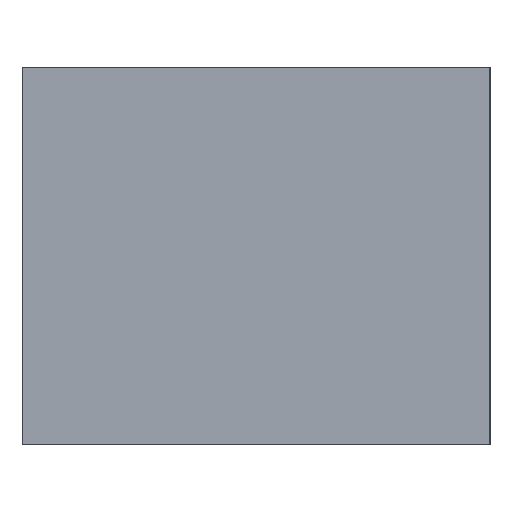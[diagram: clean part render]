
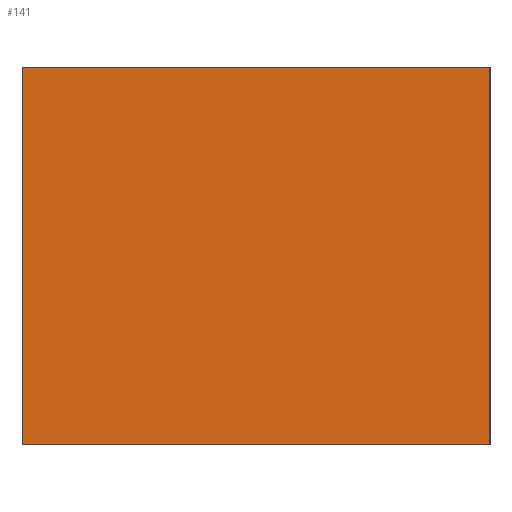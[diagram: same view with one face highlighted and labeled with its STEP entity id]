
A CAD part, left-side view. The second image highlights one B-rep face of the part: STEP entity #141.
In plain terms, the highlighted planar face has unit normal (-1, 0, 0).
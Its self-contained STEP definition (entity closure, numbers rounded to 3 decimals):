
#32 = LINE ( 'NONE', #755, #197 ) ;
#35 = VECTOR ( 'NONE', #748, 1000. ) ;
#36 = ORIENTED_EDGE ( 'NONE', *, *, #658, .T. ) ;
#48 = VERTEX_POINT ( 'NONE', #762 ) ;
#58 = VERTEX_POINT ( 'NONE', #414 ) ;
#67 = EDGE_CURVE ( 'NONE', #118, #48, #583, .T. ) ;
#92 = CARTESIAN_POINT ( 'NONE',  ( -78.437, 10., -22.147 ) ) ;
#111 = LINE ( 'NONE', #352, #732 ) ;
#118 = VERTEX_POINT ( 'NONE', #314 ) ;
#141 = ADVANCED_FACE ( 'NONE', ( #545 ), #259, .F. ) ;
#197 = VECTOR ( 'NONE', #521, 1000. ) ;
#259 = PLANE ( 'NONE',  #532 ) ;
#279 = VERTEX_POINT ( 'NONE', #339 ) ;
#312 = ORIENTED_EDGE ( 'NONE', *, *, #67, .F. ) ;
#314 = CARTESIAN_POINT ( 'NONE',  ( -78.437, 310., 227.853 ) ) ;
#339 = CARTESIAN_POINT ( 'NONE',  ( -78.437, 310., -22.147 ) ) ;
#352 = CARTESIAN_POINT ( 'NONE',  ( -78.437, 310., -22.147 ) ) ;
#367 = ORIENTED_EDGE ( 'NONE', *, *, #462, .T. ) ;
#410 = VECTOR ( 'NONE', #594, 1000. ) ;
#414 = CARTESIAN_POINT ( 'NONE',  ( -78.437, 0., -22.147 ) ) ;
#428 = CARTESIAN_POINT ( 'NONE',  ( -78.437, 10., -22.147 ) ) ;
#462 = EDGE_CURVE ( 'NONE', #58, #48, #32, .T. ) ;
#482 = DIRECTION ( 'NONE',  ( 0., 0., -1. ) ) ;
#520 = ORIENTED_EDGE ( 'NONE', *, *, #710, .F. ) ;
#521 = DIRECTION ( 'NONE',  ( 0., 0., 1. ) ) ;
#532 = AXIS2_PLACEMENT_3D ( 'NONE', #428, #667, #482 ) ;
#545 = FACE_OUTER_BOUND ( 'NONE', #772, .T. ) ;
#583 = LINE ( 'NONE', #604, #410 ) ;
#594 = DIRECTION ( 'NONE',  ( 0., -1., 0. ) ) ;
#604 = CARTESIAN_POINT ( 'NONE',  ( -78.437, 10., 227.853 ) ) ;
#635 = LINE ( 'NONE', #92, #35 ) ;
#650 = DIRECTION ( 'NONE',  ( 0., 0., 1. ) ) ;
#658 = EDGE_CURVE ( 'NONE', #279, #58, #635, .T. ) ;
#667 = DIRECTION ( 'NONE',  ( 1., 0., 0. ) ) ;
#710 = EDGE_CURVE ( 'NONE', #279, #118, #111, .T. ) ;
#732 = VECTOR ( 'NONE', #650, 1000. ) ;
#748 = DIRECTION ( 'NONE',  ( 0., -1., 0. ) ) ;
#755 = CARTESIAN_POINT ( 'NONE',  ( -78.437, 0., -22.147 ) ) ;
#762 = CARTESIAN_POINT ( 'NONE',  ( -78.437, 0., 227.853 ) ) ;
#772 = EDGE_LOOP ( 'NONE', ( #367, #312, #520, #36 ) ) ;
